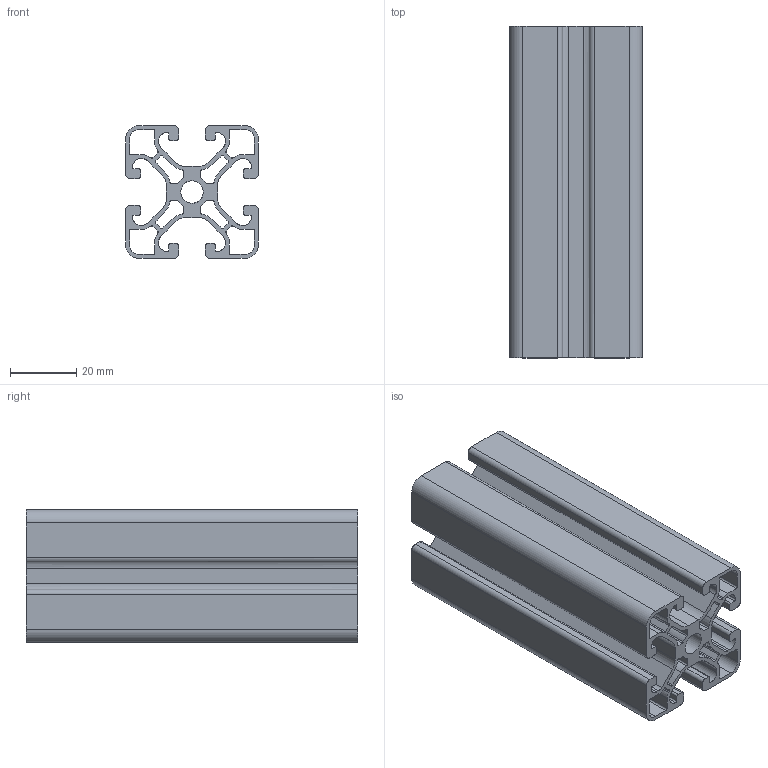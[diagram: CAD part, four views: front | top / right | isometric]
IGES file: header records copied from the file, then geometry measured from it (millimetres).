
Global section: file name: 174040E; native system: Autodesk Inventor 2024; preprocessor: unknown; author: Alutec KK; organization: Alutec KK; date: 20241009.111812; units: millimetre
Bounding box: 40 x 100 x 40 mm (x, y, z)
Volume: 51740.4 mm3; surface area: 59134.6 mm2
Topology: 1 solids, 1 shells, 227 faces, 676 edges, 451 vertices
Faces by surface type: bspline 227
